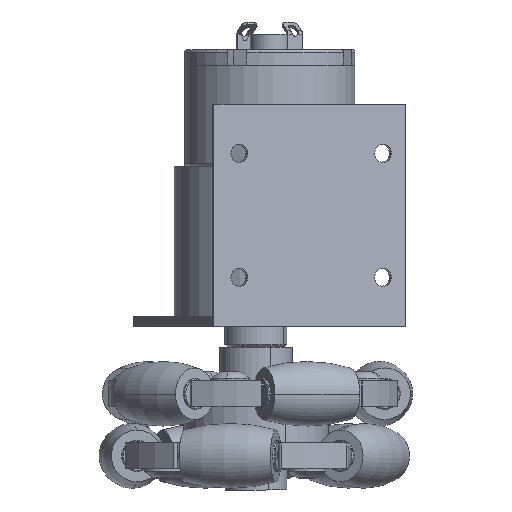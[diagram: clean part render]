
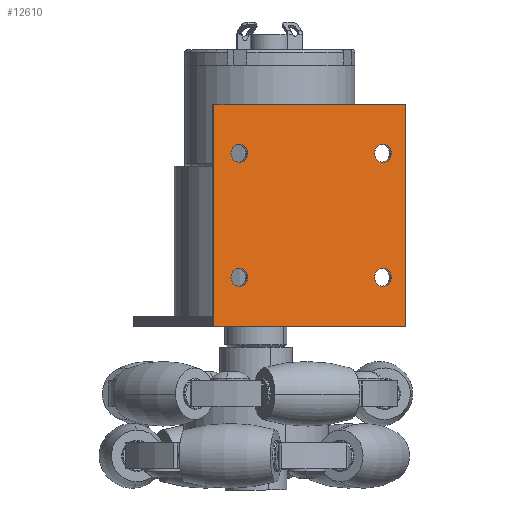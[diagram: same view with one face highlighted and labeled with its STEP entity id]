
A CAD part, left-side view. The second image highlights one B-rep face of the part: STEP entity #12610.
In plain terms, the highlighted face is planar.
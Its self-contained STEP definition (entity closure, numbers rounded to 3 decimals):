
#138 = LINE ( 'NONE', #16720, #8404 ) ;
#433 = DIRECTION ( 'NONE',  ( 0., 1., 0. ) ) ;
#570 = CARTESIAN_POINT ( 'NONE',  ( 15.285, -1., 12. ) ) ;
#853 = PLANE ( 'NONE',  #13679 ) ;
#860 = AXIS2_PLACEMENT_3D ( 'NONE', #11505, #12863, #8776 ) ;
#1265 = CARTESIAN_POINT ( 'NONE',  ( -14.715, -1., -12. ) ) ;
#1777 = DIRECTION ( 'NONE',  ( 0., 0., 1. ) ) ;
#1891 = EDGE_CURVE ( 'NONE', #14250, #14595, #2667, .T. ) ;
#1956 = CARTESIAN_POINT ( 'NONE',  ( -20., -1., 21.5 ) ) ;
#2135 = VECTOR ( 'NONE', #3827, 1000. ) ;
#2386 = DIRECTION ( 'NONE',  ( 0., 0., 1. ) ) ;
#2496 = DIRECTION ( 'NONE',  ( 1., 0., 0. ) ) ;
#2533 = CARTESIAN_POINT ( 'NONE',  ( -14.715, -1., 13.75 ) ) ;
#2580 = CARTESIAN_POINT ( 'NONE',  ( 20., -1., -21.5 ) ) ;
#2599 = ORIENTED_EDGE ( 'NONE', *, *, #13424, .T. ) ;
#2620 = CARTESIAN_POINT ( 'NONE',  ( -14.715, -1., -10.25 ) ) ;
#2667 = LINE ( 'NONE', #15279, #11376 ) ;
#2752 = LINE ( 'NONE', #8289, #2135 ) ;
#2942 = ORIENTED_EDGE ( 'NONE', *, *, #15267, .T. ) ;
#3131 = DIRECTION ( 'NONE',  ( 0., 0., 1. ) ) ;
#3170 = CIRCLE ( 'NONE', #3746, 1.75 ) ;
#3673 = EDGE_CURVE ( 'NONE', #10907, #4875, #14925, .T. ) ;
#3675 = CARTESIAN_POINT ( 'NONE',  ( 15.285, -1., -13.75 ) ) ;
#3676 = CIRCLE ( 'NONE', #8329, 1.75 ) ;
#3728 = EDGE_LOOP ( 'NONE', ( #2599, #7051 ) ) ;
#3746 = AXIS2_PLACEMENT_3D ( 'NONE', #5975, #8931, #1777 ) ;
#3827 = DIRECTION ( 'NONE',  ( 1., 0., 0. ) ) ;
#3837 = CIRCLE ( 'NONE', #9645, 1.75 ) ;
#3880 = AXIS2_PLACEMENT_3D ( 'NONE', #17757, #9325, #9422 ) ;
#4293 = DIRECTION ( 'NONE',  ( 0., 0., -1. ) ) ;
#4347 = CARTESIAN_POINT ( 'NONE',  ( 15.285, -1., 10.25 ) ) ;
#4385 = ORIENTED_EDGE ( 'NONE', *, *, #3673, .T. ) ;
#4875 = VERTEX_POINT ( 'NONE', #2533 ) ;
#5091 = EDGE_CURVE ( 'NONE', #14595, #15854, #10390, .T. ) ;
#5123 = FACE_BOUND ( 'NONE', #3728, .T. ) ;
#5203 = DIRECTION ( 'NONE',  ( 0., 1., 0. ) ) ;
#5495 = CARTESIAN_POINT ( 'NONE',  ( 15.285, -1., -10.25 ) ) ;
#5534 = CARTESIAN_POINT ( 'NONE',  ( -14.715, -1., -13.75 ) ) ;
#5907 = EDGE_CURVE ( 'NONE', #10488, #17372, #7345, .T. ) ;
#5975 = CARTESIAN_POINT ( 'NONE',  ( 15.285, -1., -12. ) ) ;
#6033 = DIRECTION ( 'NONE',  ( 0., 1., 0. ) ) ;
#6315 = FACE_BOUND ( 'NONE', #11007, .T. ) ;
#6714 = DIRECTION ( 'NONE',  ( 0., 1., 0. ) ) ;
#7051 = ORIENTED_EDGE ( 'NONE', *, *, #8980, .T. ) ;
#7345 = CIRCLE ( 'NONE', #16862, 1.75 ) ;
#7397 = ORIENTED_EDGE ( 'NONE', *, *, #10382, .T. ) ;
#8105 = CARTESIAN_POINT ( 'NONE',  ( 15.285, -1., -12. ) ) ;
#8289 = CARTESIAN_POINT ( 'NONE',  ( 0., -1., -21.5 ) ) ;
#8320 = ORIENTED_EDGE ( 'NONE', *, *, #5907, .T. ) ;
#8329 = AXIS2_PLACEMENT_3D ( 'NONE', #1265, #6714, #9508 ) ;
#8404 = VECTOR ( 'NONE', #4293, 1000. ) ;
#8449 = EDGE_CURVE ( 'NONE', #15217, #14995, #3676, .T. ) ;
#8676 = CARTESIAN_POINT ( 'NONE',  ( -14.715, -1., 12. ) ) ;
#8776 = DIRECTION ( 'NONE',  ( 0., 0., 1. ) ) ;
#8931 = DIRECTION ( 'NONE',  ( 0., 1., 0. ) ) ;
#8980 = EDGE_CURVE ( 'NONE', #16701, #15172, #3837, .T. ) ;
#9120 = CARTESIAN_POINT ( 'NONE',  ( -14.715, -1., 12. ) ) ;
#9325 = DIRECTION ( 'NONE',  ( 0., 1., 0. ) ) ;
#9422 = DIRECTION ( 'NONE',  ( 0., 0., 1. ) ) ;
#9469 = CARTESIAN_POINT ( 'NONE',  ( 20., -1., 21.5 ) ) ;
#9508 = DIRECTION ( 'NONE',  ( 0., 0., 1. ) ) ;
#9645 = AXIS2_PLACEMENT_3D ( 'NONE', #570, #6033, #11545 ) ;
#9738 = VERTEX_POINT ( 'NONE', #13695 ) ;
#9992 = CIRCLE ( 'NONE', #13183, 1.75 ) ;
#10382 = EDGE_CURVE ( 'NONE', #4875, #10907, #9992, .T. ) ;
#10390 = LINE ( 'NONE', #12943, #17210 ) ;
#10476 = DIRECTION ( 'NONE',  ( 0., 0., -1. ) ) ;
#10488 = VERTEX_POINT ( 'NONE', #5495 ) ;
#10569 = ORIENTED_EDGE ( 'NONE', *, *, #5091, .F. ) ;
#10604 = ORIENTED_EDGE ( 'NONE', *, *, #12569, .T. ) ;
#10907 = VERTEX_POINT ( 'NONE', #12870 ) ;
#10989 = DIRECTION ( 'NONE',  ( 0., 0., 1. ) ) ;
#11007 = EDGE_LOOP ( 'NONE', ( #8320, #12939 ) ) ;
#11376 = VECTOR ( 'NONE', #2496, 1000. ) ;
#11505 = CARTESIAN_POINT ( 'NONE',  ( -14.715, -1., -12. ) ) ;
#11545 = DIRECTION ( 'NONE',  ( 0., 0., 1. ) ) ;
#12569 = EDGE_CURVE ( 'NONE', #9738, #15854, #2752, .T. ) ;
#12595 = CARTESIAN_POINT ( 'NONE',  ( 15.285, -1., 13.75 ) ) ;
#12603 = AXIS2_PLACEMENT_3D ( 'NONE', #8676, #433, #3131 ) ;
#12610 = ADVANCED_FACE ( 'NONE', ( #5123, #17610, #6315, #15004, #15996 ), #853, .F. ) ;
#12863 = DIRECTION ( 'NONE',  ( 0., 1., 0. ) ) ;
#12870 = CARTESIAN_POINT ( 'NONE',  ( -14.715, -1., 10.25 ) ) ;
#12939 = ORIENTED_EDGE ( 'NONE', *, *, #15686, .T. ) ;
#12943 = CARTESIAN_POINT ( 'NONE',  ( 20., -1., 0. ) ) ;
#13183 = AXIS2_PLACEMENT_3D ( 'NONE', #9120, #16180, #13285 ) ;
#13285 = DIRECTION ( 'NONE',  ( 0., 0., 1. ) ) ;
#13424 = EDGE_CURVE ( 'NONE', #15172, #16701, #14898, .T. ) ;
#13566 = EDGE_LOOP ( 'NONE', ( #7397, #4385 ) ) ;
#13637 = DIRECTION ( 'NONE',  ( 0., 1., 0. ) ) ;
#13679 = AXIS2_PLACEMENT_3D ( 'NONE', #16083, #5203, #2386 ) ;
#13695 = CARTESIAN_POINT ( 'NONE',  ( -20., -1., -21.5 ) ) ;
#14250 = VERTEX_POINT ( 'NONE', #1956 ) ;
#14595 = VERTEX_POINT ( 'NONE', #9469 ) ;
#14898 = CIRCLE ( 'NONE', #3880, 1.75 ) ;
#14925 = CIRCLE ( 'NONE', #12603, 1.75 ) ;
#14995 = VERTEX_POINT ( 'NONE', #2620 ) ;
#15004 = FACE_BOUND ( 'NONE', #15175, .T. ) ;
#15172 = VERTEX_POINT ( 'NONE', #12595 ) ;
#15175 = EDGE_LOOP ( 'NONE', ( #2942, #16344 ) ) ;
#15217 = VERTEX_POINT ( 'NONE', #5534 ) ;
#15267 = EDGE_CURVE ( 'NONE', #14995, #15217, #15338, .T. ) ;
#15279 = CARTESIAN_POINT ( 'NONE',  ( 0., -1., 21.5 ) ) ;
#15338 = CIRCLE ( 'NONE', #860, 1.75 ) ;
#15686 = EDGE_CURVE ( 'NONE', #17372, #10488, #3170, .T. ) ;
#15854 = VERTEX_POINT ( 'NONE', #2580 ) ;
#15988 = ORIENTED_EDGE ( 'NONE', *, *, #1891, .F. ) ;
#15996 = FACE_OUTER_BOUND ( 'NONE', #17607, .T. ) ;
#16071 = EDGE_CURVE ( 'NONE', #14250, #9738, #138, .T. ) ;
#16083 = CARTESIAN_POINT ( 'NONE',  ( 0., -1., 0. ) ) ;
#16180 = DIRECTION ( 'NONE',  ( 0., 1., 0. ) ) ;
#16344 = ORIENTED_EDGE ( 'NONE', *, *, #8449, .T. ) ;
#16701 = VERTEX_POINT ( 'NONE', #4347 ) ;
#16720 = CARTESIAN_POINT ( 'NONE',  ( -20., -1., 0. ) ) ;
#16862 = AXIS2_PLACEMENT_3D ( 'NONE', #8105, #13637, #10989 ) ;
#17210 = VECTOR ( 'NONE', #10476, 1000. ) ;
#17372 = VERTEX_POINT ( 'NONE', #3675 ) ;
#17397 = ORIENTED_EDGE ( 'NONE', *, *, #16071, .T. ) ;
#17607 = EDGE_LOOP ( 'NONE', ( #15988, #17397, #10604, #10569 ) ) ;
#17610 = FACE_BOUND ( 'NONE', #13566, .T. ) ;
#17757 = CARTESIAN_POINT ( 'NONE',  ( 15.285, -1., 12. ) ) ;
